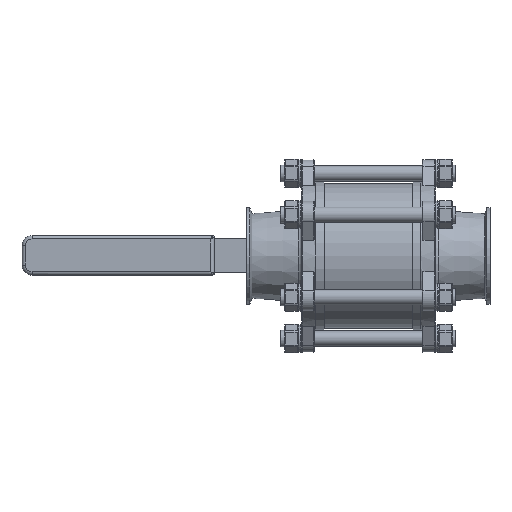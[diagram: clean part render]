
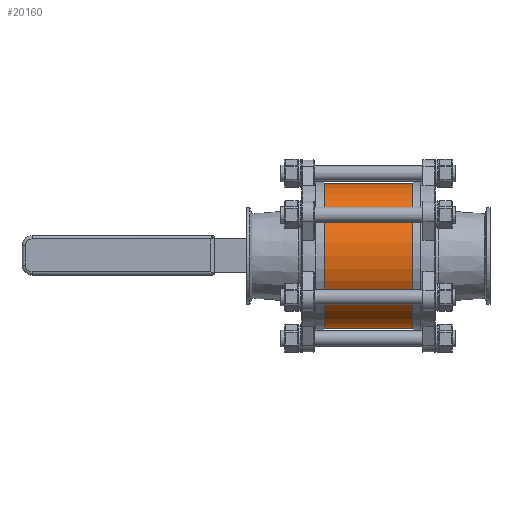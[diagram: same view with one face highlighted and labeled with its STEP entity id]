
A CAD part, front view. The second image highlights one B-rep face of the part: STEP entity #20160.
In plain terms, the highlighted cylindrical face has radius 68.097 mm (diameter 136.195 mm), a partial arc.
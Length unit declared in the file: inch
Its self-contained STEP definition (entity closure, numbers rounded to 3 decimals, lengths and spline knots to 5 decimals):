
#1117=CYLINDRICAL_SURFACE('',#21443,2.681);
#2212=LINE('',#31772,#4036);
#2213=LINE('',#31775,#4037);
#4036=VECTOR('',#23873,0.3937);
#4037=VECTOR('',#23876,0.3937);
#6210=FACE_OUTER_BOUND('',#7381,.T.);
#7381=EDGE_LOOP('',(#16185,#16186,#16187,#16188));
#8256=CIRCLE('',#21440,2.681);
#8259=CIRCLE('',#21444,2.681);
#9918=VERTEX_POINT('',#31728);
#9919=VERTEX_POINT('',#31729);
#9927=VERTEX_POINT('',#31762);
#9931=VERTEX_POINT('',#31773);
#12198=EDGE_CURVE('',#9927,#9918,#8256,.T.);
#12203=EDGE_CURVE('',#9918,#9919,#2212,.T.);
#12204=EDGE_CURVE('',#9931,#9919,#8259,.T.);
#12205=EDGE_CURVE('',#9927,#9931,#2213,.T.);
#16185=ORIENTED_EDGE('',*,*,#12203,.T.);
#16186=ORIENTED_EDGE('',*,*,#12204,.F.);
#16187=ORIENTED_EDGE('',*,*,#12205,.F.);
#16188=ORIENTED_EDGE('',*,*,#12198,.T.);
#20160=ADVANCED_FACE('',(#6210),#1117,.T.);
#21440=AXIS2_PLACEMENT_3D('',#31763,#23863,#23864);
#21443=AXIS2_PLACEMENT_3D('',#31771,#23871,#23872);
#21444=AXIS2_PLACEMENT_3D('',#31774,#23874,#23875);
#23863=DIRECTION('center_axis',(1.,0.,0.));
#23864=DIRECTION('ref_axis',(0.,1.,0.));
#23871=DIRECTION('center_axis',(1.,0.,0.));
#23872=DIRECTION('ref_axis',(0.,-1.,0.));
#23873=DIRECTION('',(1.,0.,0.));
#23874=DIRECTION('center_axis',(1.,0.,0.));
#23875=DIRECTION('ref_axis',(0.,1.,0.));
#23876=DIRECTION('',(1.,0.,0.));
#31728=CARTESIAN_POINT('',(-0.39346,1.36941,-2.32181));
#31729=CARTESIAN_POINT('',(2.87904,1.36941,-2.32181));
#31762=CARTESIAN_POINT('',(-0.39346,1.36941,2.32181));
#31763=CARTESIAN_POINT('Origin',(-0.39346,0.02891,
0.));
#31771=CARTESIAN_POINT('Origin',(1.24279,0.02891,0.));
#31772=CARTESIAN_POINT('',(1.24279,1.36941,-2.32181));
#31773=CARTESIAN_POINT('',(2.87904,1.36941,2.32181));
#31774=CARTESIAN_POINT('Origin',(2.87904,0.02891,0.));
#31775=CARTESIAN_POINT('',(1.24279,1.36941,2.32181));
